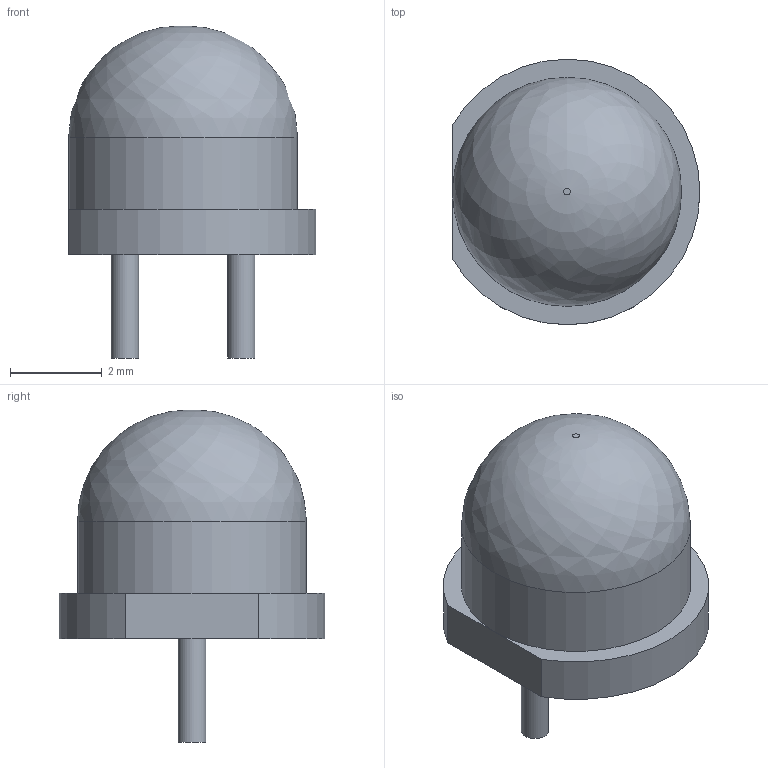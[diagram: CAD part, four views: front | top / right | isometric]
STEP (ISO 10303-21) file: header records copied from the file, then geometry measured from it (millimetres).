
FILE_DESCRIPTION(('FreeCAD Model'),'2;1');
FILE_NAME('Open CASCADE Shape Model','2023-02-17T12:41:44',('BT'),(''), 'Open CASCADE STEP processor 7.6','FreeCAD','Unknown');
FILE_SCHEMA(('AUTOMOTIVE_DESIGN { 1 0 10303 214 1 1 1 1 }'));
Length unit declared in the file: millimetre
Products named in the file (1): Compound
Bounding box: 5.41 x 5.8 x 7.25 mm (x, y, z)
Volume: 35.5 mm3; surface area: 217.4 mm2
Topology: 2 solids, 2 shells, 24 faces, 43 edges, 28 vertices
Faces by surface type: plane 16, cylinder 6, revolution 2
Full cylindrical faces by diameter (mm): 0.4 x1, 0.6 x2, 4.8 x1, 5 x1
Entity records: 816 total; most frequent: DIRECTION 111, CARTESIAN_POINT 98, ORIENTED_EDGE 86, EDGE_CURVE 43, AXIS2_PLACEMENT_3D 41, FACE_BOUND 29, EDGE_LOOP 29, VERTEX_POINT 28
